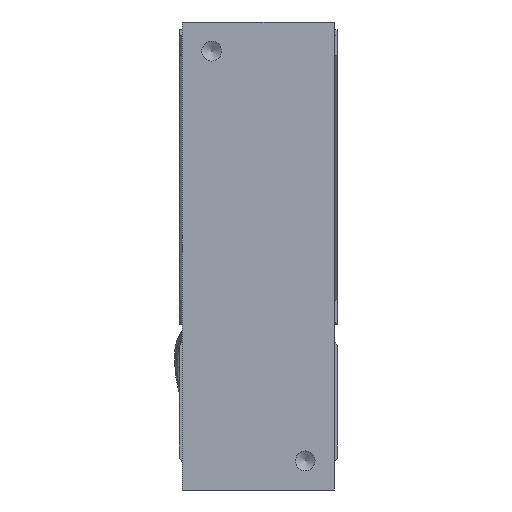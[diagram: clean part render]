
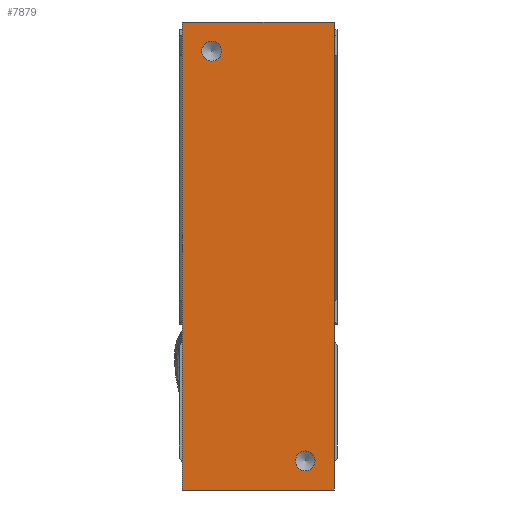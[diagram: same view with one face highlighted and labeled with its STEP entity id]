
A CAD part, front view. The second image highlights one B-rep face of the part: STEP entity #7879.
In plain terms, the highlighted planar face has unit normal (0, -1, 0).
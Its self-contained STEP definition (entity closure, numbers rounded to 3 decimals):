
#202=FACE_BOUND('',#1098,.T.);
#203=FACE_BOUND('',#1099,.T.);
#293=PLANE('',#8473);
#596=FACE_OUTER_BOUND('',#1097,.T.);
#1097=EDGE_LOOP('',(#5701,#5702,#5703,#5704));
#1098=EDGE_LOOP('',(#5705));
#1099=EDGE_LOOP('',(#5706));
#1640=LINE('',#12313,#2348);
#1648=LINE('',#12339,#2356);
#1649=LINE('',#12341,#2357);
#1650=LINE('',#12342,#2358);
#2348=VECTOR('',#9591,10.);
#2356=VECTOR('',#9617,10.);
#2357=VECTOR('',#9618,10.);
#2358=VECTOR('',#9619,10.);
#3059=CIRCLE('',#8468,1.621);
#3061=CIRCLE('',#8472,1.621);
#3528=VERTEX_POINT('',#12310);
#3529=VERTEX_POINT('',#12312);
#3534=VERTEX_POINT('',#12325);
#3537=VERTEX_POINT('',#12334);
#3538=VERTEX_POINT('',#12338);
#3539=VERTEX_POINT('',#12340);
#4348=EDGE_CURVE('',#3528,#3529,#1640,.T.);
#4354=EDGE_CURVE('',#3534,#3534,#3059,.T.);
#4358=EDGE_CURVE('',#3537,#3537,#3061,.T.);
#4360=EDGE_CURVE('',#3528,#3538,#1648,.T.);
#4361=EDGE_CURVE('',#3538,#3539,#1649,.T.);
#4362=EDGE_CURVE('',#3539,#3529,#1650,.T.);
#5701=ORIENTED_EDGE('',*,*,#4360,.T.);
#5702=ORIENTED_EDGE('',*,*,#4361,.T.);
#5703=ORIENTED_EDGE('',*,*,#4362,.T.);
#5704=ORIENTED_EDGE('',*,*,#4348,.F.);
#5705=ORIENTED_EDGE('',*,*,#4354,.T.);
#5706=ORIENTED_EDGE('',*,*,#4358,.T.);
#7879=ADVANCED_FACE('',(#596,#202,#203),#293,.T.);
#8468=AXIS2_PLACEMENT_3D('',#12326,#9602,#9603);
#8472=AXIS2_PLACEMENT_3D('',#12335,#9612,#9613);
#8473=AXIS2_PLACEMENT_3D('',#12337,#9615,#9616);
#9591=DIRECTION('',(0.,0.,-1.));
#9602=DIRECTION('center_axis',(0.,1.,0.));
#9603=DIRECTION('ref_axis',(1.,0.,0.));
#9612=DIRECTION('center_axis',(0.,1.,0.));
#9613=DIRECTION('ref_axis',(1.,0.,0.));
#9615=DIRECTION('center_axis',(0.,-1.,0.));
#9616=DIRECTION('ref_axis',(0.,0.,-1.));
#9617=DIRECTION('',(-1.,0.,0.));
#9618=DIRECTION('',(0.,0.,-1.));
#9619=DIRECTION('',(1.,0.,0.));
#12310=CARTESIAN_POINT('',(12.5,-12.5,38.5));
#12312=CARTESIAN_POINT('',(12.5,-12.5,-38.5));
#12313=CARTESIAN_POINT('',(12.5,-12.5,0.));
#12325=CARTESIAN_POINT('',(-9.321,-12.5,33.7));
#12326=CARTESIAN_POINT('Origin',(-7.7,-12.5,33.7));
#12334=CARTESIAN_POINT('',(6.079,-12.5,-33.7));
#12335=CARTESIAN_POINT('Origin',(7.7,-12.5,-33.7));
#12337=CARTESIAN_POINT('Origin',(12.5,-12.5,0.));
#12338=CARTESIAN_POINT('',(-12.5,-12.5,38.5));
#12339=CARTESIAN_POINT('',(12.5,-12.5,38.5));
#12340=CARTESIAN_POINT('',(-12.5,-12.5,-38.5));
#12341=CARTESIAN_POINT('',(-12.5,-12.5,0.));
#12342=CARTESIAN_POINT('',(12.5,-12.5,-38.5));
